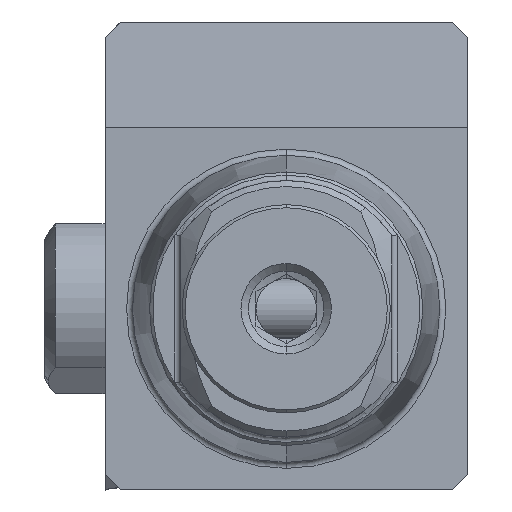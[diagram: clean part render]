
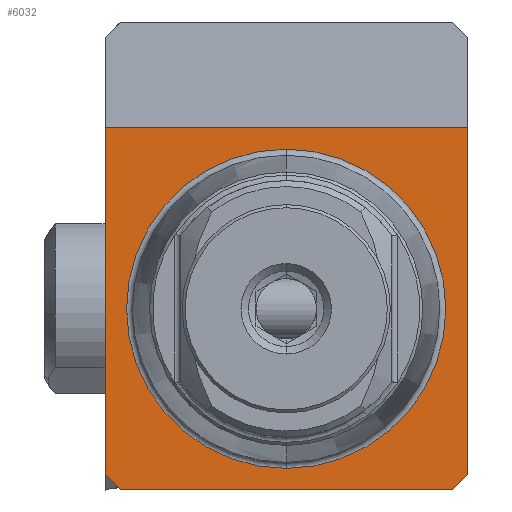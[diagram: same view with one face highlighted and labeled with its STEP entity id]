
A CAD part, left-side view. The second image highlights one B-rep face of the part: STEP entity #6032.
In plain terms, the highlighted planar face has unit normal (-1, 0, 0).
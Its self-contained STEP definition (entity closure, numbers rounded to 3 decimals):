
#14 = CARTESIAN_POINT ( 'NONE',  ( 0., -5.5, -6. ) ) ;
#24 = VECTOR ( 'NONE', #3732, 1000. ) ;
#44 = CARTESIAN_POINT ( 'NONE',  ( 0., -6., -5.5 ) ) ;
#85 = EDGE_CURVE ( 'NONE', #6354, #447, #8709, .T. ) ;
#146 = DIRECTION ( 'NONE',  ( 0., 1., 0. ) ) ;
#170 = VECTOR ( 'NONE', #8040, 1000. ) ;
#447 = VERTEX_POINT ( 'NONE', #8494 ) ;
#616 = DIRECTION ( 'NONE',  ( 0., 0., 1. ) ) ;
#757 = EDGE_CURVE ( 'NONE', #3076, #8072, #4332, .T. ) ;
#810 = CARTESIAN_POINT ( 'NONE',  ( 0., -6., 6. ) ) ;
#987 = FACE_OUTER_BOUND ( 'NONE', #7475, .T. ) ;
#1034 = DIRECTION ( 'NONE',  ( 0., 0., -1. ) ) ;
#1117 = EDGE_CURVE ( 'NONE', #447, #6354, #3487, .T. ) ;
#1523 = VECTOR ( 'NONE', #4338, 1000. ) ;
#1539 = CARTESIAN_POINT ( 'NONE',  ( 0., 5.5, -6. ) ) ;
#1655 = FACE_BOUND ( 'NONE', #1734, .T. ) ;
#1672 = EDGE_CURVE ( 'NONE', #8274, #5595, #4992, .T. ) ;
#1705 = PLANE ( 'NONE',  #7258 ) ;
#1734 = EDGE_LOOP ( 'NONE', ( #5006, #4368 ) ) ;
#2006 = ORIENTED_EDGE ( 'NONE', *, *, #1672, .F. ) ;
#2190 = LINE ( 'NONE', #8523, #1523 ) ;
#2273 = CARTESIAN_POINT ( 'NONE',  ( 0., 0., -5.288 ) ) ;
#2658 = CARTESIAN_POINT ( 'NONE',  ( 0., -6., 0. ) ) ;
#2705 = CARTESIAN_POINT ( 'NONE',  ( 0., 0., 0. ) ) ;
#2738 = DIRECTION ( 'NONE',  ( 0., 0., -1. ) ) ;
#3076 = VERTEX_POINT ( 'NONE', #810 ) ;
#3127 = ORIENTED_EDGE ( 'NONE', *, *, #8484, .T. ) ;
#3181 = VECTOR ( 'NONE', #2738, 1000. ) ;
#3487 = CIRCLE ( 'NONE', #6080, 5.288 ) ;
#3508 = VERTEX_POINT ( 'NONE', #44 ) ;
#3732 = DIRECTION ( 'NONE',  ( 0., 0., 1. ) ) ;
#4001 = LINE ( 'NONE', #2658, #3181 ) ;
#4185 = ORIENTED_EDGE ( 'NONE', *, *, #757, .T. ) ;
#4250 = AXIS2_PLACEMENT_3D ( 'NONE', #2705, #6702, #616 ) ;
#4332 = LINE ( 'NONE', #8333, #8084 ) ;
#4338 = DIRECTION ( 'NONE',  ( 0., -0.707, -0.707 ) ) ;
#4368 = ORIENTED_EDGE ( 'NONE', *, *, #85, .F. ) ;
#4427 = CARTESIAN_POINT ( 'NONE',  ( 0., 5.288, 0. ) ) ;
#4756 = EDGE_CURVE ( 'NONE', #8284, #8072, #4991, .T. ) ;
#4967 = EDGE_CURVE ( 'NONE', #3076, #3508, #4001, .T. ) ;
#4991 = LINE ( 'NONE', #7139, #24 ) ;
#4992 = LINE ( 'NONE', #5579, #5527 ) ;
#5006 = ORIENTED_EDGE ( 'NONE', *, *, #1117, .F. ) ;
#5208 = LINE ( 'NONE', #6596, #170 ) ;
#5376 = DIRECTION ( 'NONE',  ( 0., 0., 1. ) ) ;
#5527 = VECTOR ( 'NONE', #146, 1000. ) ;
#5579 = CARTESIAN_POINT ( 'NONE',  ( 0., 5.288, -6. ) ) ;
#5595 = VERTEX_POINT ( 'NONE', #1539 ) ;
#6032 = ADVANCED_FACE ( 'NONE', ( #1655, #987 ), #1705, .F. ) ;
#6056 = CARTESIAN_POINT ( 'NONE',  ( 0., 0., 0. ) ) ;
#6060 = ORIENTED_EDGE ( 'NONE', *, *, #4756, .F. ) ;
#6080 = AXIS2_PLACEMENT_3D ( 'NONE', #6056, #8786, #5376 ) ;
#6354 = VERTEX_POINT ( 'NONE', #2273 ) ;
#6596 = CARTESIAN_POINT ( 'NONE',  ( 0., -6., -5.5 ) ) ;
#6701 = CARTESIAN_POINT ( 'NONE',  ( 0., 6., 6. ) ) ;
#6702 = DIRECTION ( 'NONE',  ( -1., 0., 0. ) ) ;
#7021 = DIRECTION ( 'NONE',  ( 0., 1., 0. ) ) ;
#7139 = CARTESIAN_POINT ( 'NONE',  ( 0., 6., 0. ) ) ;
#7166 = DIRECTION ( 'NONE',  ( 1., 0., 0. ) ) ;
#7258 = AXIS2_PLACEMENT_3D ( 'NONE', #4427, #7166, #1034 ) ;
#7434 = ORIENTED_EDGE ( 'NONE', *, *, #8856, .T. ) ;
#7475 = EDGE_LOOP ( 'NONE', ( #7964, #4185, #6060, #7434, #2006, #3127 ) ) ;
#7964 = ORIENTED_EDGE ( 'NONE', *, *, #4967, .F. ) ;
#8040 = DIRECTION ( 'NONE',  ( 0., -0.707, 0.707 ) ) ;
#8072 = VERTEX_POINT ( 'NONE', #6701 ) ;
#8084 = VECTOR ( 'NONE', #7021, 1000. ) ;
#8274 = VERTEX_POINT ( 'NONE', #14 ) ;
#8284 = VERTEX_POINT ( 'NONE', #8857 ) ;
#8333 = CARTESIAN_POINT ( 'NONE',  ( 0., -6., 6. ) ) ;
#8484 = EDGE_CURVE ( 'NONE', #8274, #3508, #5208, .T. ) ;
#8494 = CARTESIAN_POINT ( 'NONE',  ( 0., 0., 5.288 ) ) ;
#8523 = CARTESIAN_POINT ( 'NONE',  ( 0., 5.5, -6. ) ) ;
#8709 = CIRCLE ( 'NONE', #4250, 5.288 ) ;
#8786 = DIRECTION ( 'NONE',  ( -1., 0., 0. ) ) ;
#8856 = EDGE_CURVE ( 'NONE', #8284, #5595, #2190, .T. ) ;
#8857 = CARTESIAN_POINT ( 'NONE',  ( 0., 6., -5.5 ) ) ;
